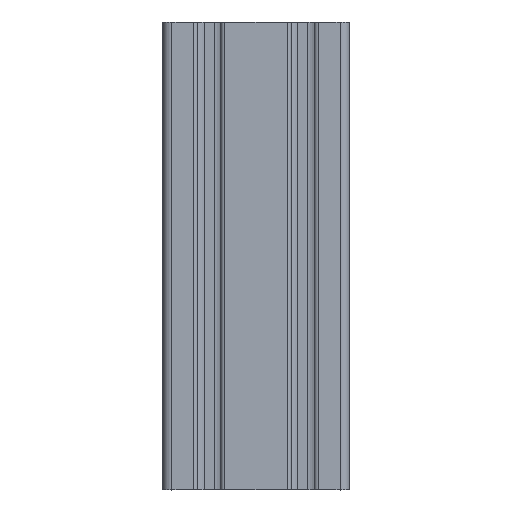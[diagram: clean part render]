
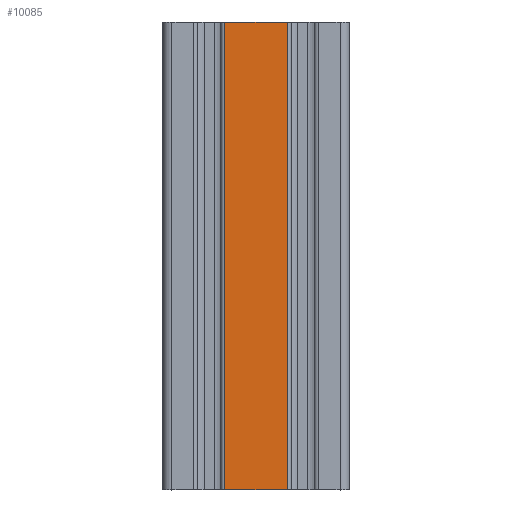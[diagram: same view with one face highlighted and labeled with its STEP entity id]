
A CAD part, top view. The second image highlights one B-rep face of the part: STEP entity #10085.
In plain terms, the highlighted planar face has unit normal (0, 0, 1).
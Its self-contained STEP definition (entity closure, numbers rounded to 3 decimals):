
#32 = PLANE('',#33);
#33 = AXIS2_PLACEMENT_3D('',#34,#35,#36);
#34 = CARTESIAN_POINT('',(-20.,-50.,-20.));
#35 = DIRECTION('',(0.,-1.,0.));
#36 = DIRECTION('',(0.,0.,-1.));
#1891 = VERTEX_POINT('',#1892);
#1892 = CARTESIAN_POINT('',(6.7,-50.,20.));
#1907 = CYLINDRICAL_SURFACE('',#1908,0.8);
#1908 = AXIS2_PLACEMENT_3D('',#1909,#1910,#1911);
#1909 = CARTESIAN_POINT('',(6.7,65.243,19.2));
#1910 = DIRECTION('',(-0.,1.,-0.));
#1911 = DIRECTION('',(0.,0.,-1.));
#1919 = EDGE_CURVE('',#1891,#1920,#1922,.T.);
#1920 = VERTEX_POINT('',#1921);
#1921 = CARTESIAN_POINT('',(-6.7,-50.,20.));
#1922 = SURFACE_CURVE('',#1923,(#1927,#1934),.PCURVE_S1.);
#1923 = LINE('',#1924,#1925);
#1924 = CARTESIAN_POINT('',(20.,-50.,20.));
#1925 = VECTOR('',#1926,1.);
#1926 = DIRECTION('',(-1.,0.,0.));
#1927 = PCURVE('',#32,#1928);
#1928 = DEFINITIONAL_REPRESENTATION('',(#1929),#1933);
#1929 = LINE('',#1930,#1931);
#1930 = CARTESIAN_POINT('',(-40.,40.));
#1931 = VECTOR('',#1932,1.);
#1932 = DIRECTION('',(0.,-1.));
#1933 = ( GEOMETRIC_REPRESENTATION_CONTEXT(2) 
PARAMETRIC_REPRESENTATION_CONTEXT() REPRESENTATION_CONTEXT('2D SPACE',''
  ) );
#1934 = PCURVE('',#1935,#1940);
#1935 = PLANE('',#1936);
#1936 = AXIS2_PLACEMENT_3D('',#1937,#1938,#1939);
#1937 = CARTESIAN_POINT('',(20.,-50.,20.));
#1938 = DIRECTION('',(0.,0.,-1.));
#1939 = DIRECTION('',(-1.,0.,0.));
#1940 = DEFINITIONAL_REPRESENTATION('',(#1941),#1945);
#1941 = LINE('',#1942,#1943);
#1942 = CARTESIAN_POINT('',(0.,0.));
#1943 = VECTOR('',#1944,1.);
#1944 = DIRECTION('',(1.,0.));
#1945 = ( GEOMETRIC_REPRESENTATION_CONTEXT(2) 
PARAMETRIC_REPRESENTATION_CONTEXT() REPRESENTATION_CONTEXT('2D SPACE',''
  ) );
#1964 = CYLINDRICAL_SURFACE('',#1965,0.8);
#1965 = AXIS2_PLACEMENT_3D('',#1966,#1967,#1968);
#1966 = CARTESIAN_POINT('',(-6.7,65.243,19.2));
#1967 = DIRECTION('',(-0.,1.,-0.));
#1968 = DIRECTION('',(0.,0.,-1.));
#5435 = PLANE('',#5436);
#5436 = AXIS2_PLACEMENT_3D('',#5437,#5438,#5439);
#5437 = CARTESIAN_POINT('',(-20.,50.,-20.));
#5438 = DIRECTION('',(0.,-1.,0.));
#5439 = DIRECTION('',(0.,0.,-1.));
#9413 = VERTEX_POINT('',#9414);
#9414 = CARTESIAN_POINT('',(-6.7,50.,20.));
#9436 = EDGE_CURVE('',#9437,#9413,#9439,.T.);
#9437 = VERTEX_POINT('',#9438);
#9438 = CARTESIAN_POINT('',(6.7,50.,20.));
#9439 = SURFACE_CURVE('',#9440,(#9444,#9451),.PCURVE_S1.);
#9440 = LINE('',#9441,#9442);
#9441 = CARTESIAN_POINT('',(20.,50.,20.));
#9442 = VECTOR('',#9443,1.);
#9443 = DIRECTION('',(-1.,0.,0.));
#9444 = PCURVE('',#5435,#9445);
#9445 = DEFINITIONAL_REPRESENTATION('',(#9446),#9450);
#9446 = LINE('',#9447,#9448);
#9447 = CARTESIAN_POINT('',(-40.,40.));
#9448 = VECTOR('',#9449,1.);
#9449 = DIRECTION('',(0.,-1.));
#9450 = ( GEOMETRIC_REPRESENTATION_CONTEXT(2) 
PARAMETRIC_REPRESENTATION_CONTEXT() REPRESENTATION_CONTEXT('2D SPACE',''
  ) );
#9451 = PCURVE('',#1935,#9452);
#9452 = DEFINITIONAL_REPRESENTATION('',(#9453),#9457);
#9453 = LINE('',#9454,#9455);
#9454 = CARTESIAN_POINT('',(0.,100.));
#9455 = VECTOR('',#9456,1.);
#9456 = DIRECTION('',(1.,0.));
#9457 = ( GEOMETRIC_REPRESENTATION_CONTEXT(2) 
PARAMETRIC_REPRESENTATION_CONTEXT() REPRESENTATION_CONTEXT('2D SPACE',''
  ) );
#10085 = ADVANCED_FACE('',(#10086),#1935,.F.);
#10086 = FACE_BOUND('',#10087,.T.);
#10087 = EDGE_LOOP('',(#10088,#10109,#10110,#10131));
#10088 = ORIENTED_EDGE('',*,*,#10089,.F.);
#10089 = EDGE_CURVE('',#9437,#1891,#10090,.T.);
#10090 = SURFACE_CURVE('',#10091,(#10095,#10102),.PCURVE_S1.);
#10091 = LINE('',#10092,#10093);
#10092 = CARTESIAN_POINT('',(6.7,-50.,20.));
#10093 = VECTOR('',#10094,1.);
#10094 = DIRECTION('',(0.,-1.,0.));
#10095 = PCURVE('',#1935,#10096);
#10096 = DEFINITIONAL_REPRESENTATION('',(#10097),#10101);
#10097 = LINE('',#10098,#10099);
#10098 = CARTESIAN_POINT('',(13.3,0.));
#10099 = VECTOR('',#10100,1.);
#10100 = DIRECTION('',(-0.,-1.));
#10101 = ( GEOMETRIC_REPRESENTATION_CONTEXT(2) 
PARAMETRIC_REPRESENTATION_CONTEXT() REPRESENTATION_CONTEXT('2D SPACE',''
  ) );
#10102 = PCURVE('',#1907,#10103);
#10103 = DEFINITIONAL_REPRESENTATION('',(#10104),#10108);
#10104 = LINE('',#10105,#10106);
#10105 = CARTESIAN_POINT('',(3.142,-115.243));
#10106 = VECTOR('',#10107,1.);
#10107 = DIRECTION('',(0.,-1.));
#10108 = ( GEOMETRIC_REPRESENTATION_CONTEXT(2) 
PARAMETRIC_REPRESENTATION_CONTEXT() REPRESENTATION_CONTEXT('2D SPACE',''
  ) );
#10109 = ORIENTED_EDGE('',*,*,#9436,.T.);
#10110 = ORIENTED_EDGE('',*,*,#10111,.T.);
#10111 = EDGE_CURVE('',#9413,#1920,#10112,.T.);
#10112 = SURFACE_CURVE('',#10113,(#10117,#10124),.PCURVE_S1.);
#10113 = LINE('',#10114,#10115);
#10114 = CARTESIAN_POINT('',(-6.7,65.243,20.));
#10115 = VECTOR('',#10116,1.);
#10116 = DIRECTION('',(0.,-1.,0.));
#10117 = PCURVE('',#1935,#10118);
#10118 = DEFINITIONAL_REPRESENTATION('',(#10119),#10123);
#10119 = LINE('',#10120,#10121);
#10120 = CARTESIAN_POINT('',(26.7,115.243));
#10121 = VECTOR('',#10122,1.);
#10122 = DIRECTION('',(-0.,-1.));
#10123 = ( GEOMETRIC_REPRESENTATION_CONTEXT(2) 
PARAMETRIC_REPRESENTATION_CONTEXT() REPRESENTATION_CONTEXT('2D SPACE',''
  ) );
#10124 = PCURVE('',#1964,#10125);
#10125 = DEFINITIONAL_REPRESENTATION('',(#10126),#10130);
#10126 = LINE('',#10127,#10128);
#10127 = CARTESIAN_POINT('',(3.142,0.));
#10128 = VECTOR('',#10129,1.);
#10129 = DIRECTION('',(0.,-1.));
#10130 = ( GEOMETRIC_REPRESENTATION_CONTEXT(2) 
PARAMETRIC_REPRESENTATION_CONTEXT() REPRESENTATION_CONTEXT('2D SPACE',''
  ) );
#10131 = ORIENTED_EDGE('',*,*,#1919,.F.);
